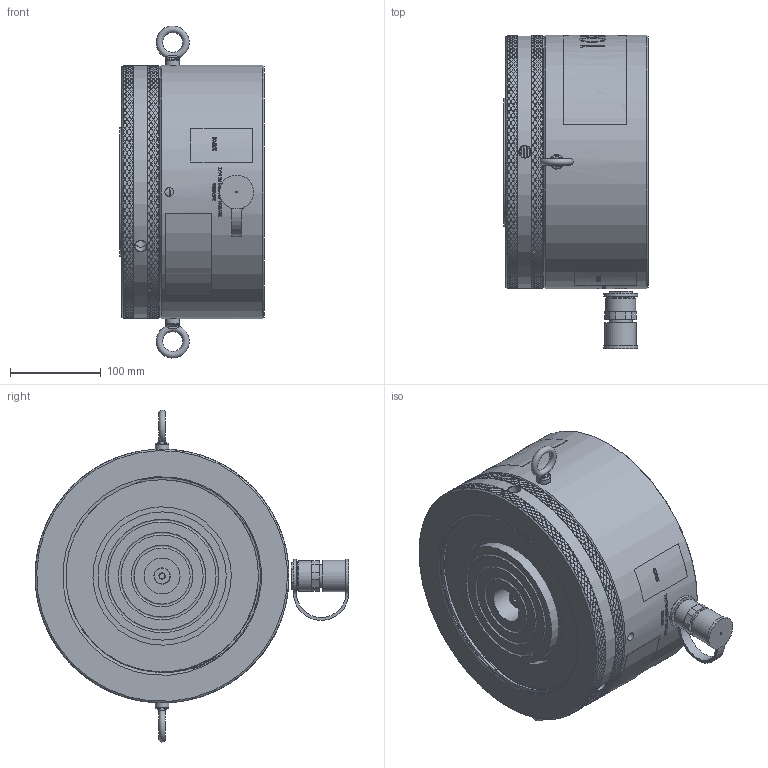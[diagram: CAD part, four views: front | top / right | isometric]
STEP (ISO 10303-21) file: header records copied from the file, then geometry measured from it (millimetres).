
FILE_DESCRIPTION (( 'STEP AP214' ), '1' );
FILE_NAME ('DER21014947 RGP2802.STEP', '2021-02-02T23:05:39', ( '' ), ( '' ), 'SwSTEP 2.0', 'SolidWorks 2018', '' );
FILE_SCHEMA (( 'AUTOMOTIVE_DESIGN' ));
Length unit declared in the file: inch
Products named in the file (1): DER21014947 RGP2802
Bounding box: 159.28 x 345.49 x 365.75 mm (x, y, z)
Surface area: 449388.2 mm2 (no closed solid volume)
Topology: 0 solids, 530 shells, 4377 faces, 16669 edges, 12662 vertices
Faces by surface type: bspline 2897, cylinder 1360, plane 71, cone 40, torus 9
Full cylindrical faces by diameter (mm): 2.159 x1, 9.525 x1, 13.208 x3, 15 x2, 15.875 x2, 25.4 x1, 33.147 x1, 34.544 x1, 39.548 x1, 141.224 x1, 152.4 x1, 278.689 x1, 279.4 x1
Entity records: 312996 total; most frequent: CARTESIAN_POINT 175525, ORIENTED_EDGE 22379, EDGE_CURVE 16610, VERTEX_POINT 12646, DIRECTION 5208, EDGE_LOOP 4491, B_SPLINE_CURVE_WITH_KNOTS 4406, FACE_OUTER_BOUND 4398
